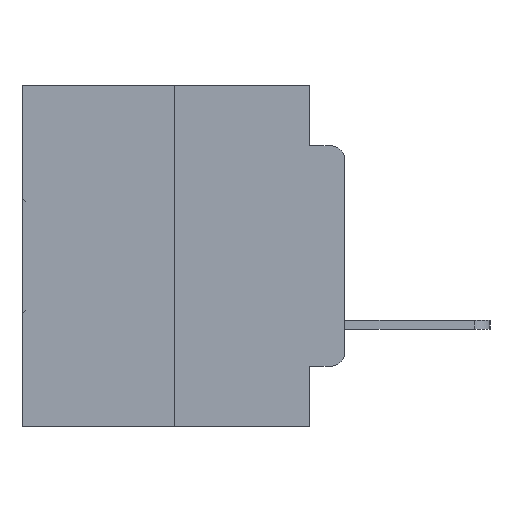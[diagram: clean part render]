
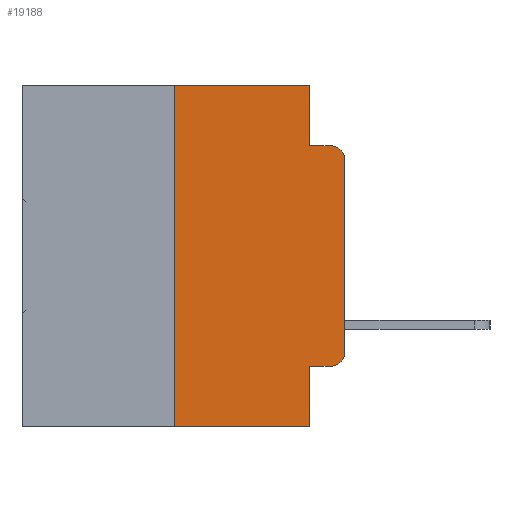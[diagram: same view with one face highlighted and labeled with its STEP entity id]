
A CAD part, left-side view. The second image highlights one B-rep face of the part: STEP entity #19188.
In plain terms, the highlighted planar face has unit normal (-1, 0, 0).
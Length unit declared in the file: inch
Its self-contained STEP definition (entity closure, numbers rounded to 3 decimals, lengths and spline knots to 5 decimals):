
#257 = CARTESIAN_POINT ( 'NONE',  ( 0., 0., -0.3915 ) ) ;
#352 = CARTESIAN_POINT ( 'NONE',  ( 0., 0.02, -0.4115 ) ) ;
#585 = DIRECTION ( 'NONE',  ( 0., -1., 0. ) ) ;
#1059 = LINE ( 'NONE', #11764, #4115 ) ;
#1160 = DIRECTION ( 'NONE',  ( 0., -1., 0. ) ) ;
#1411 = CARTESIAN_POINT ( 'NONE',  ( 0., 0.25, 0. ) ) ;
#1808 = ORIENTED_EDGE ( 'NONE', *, *, #29454, .F. ) ;
#1896 = CARTESIAN_POINT ( 'NONE',  ( 0., 0.473, 0. ) ) ;
#2268 = EDGE_CURVE ( 'NONE', #16155, #4091, #1059, .T. ) ;
#2886 = DIRECTION ( 'NONE',  ( 0., -1., 0. ) ) ;
#3563 = EDGE_CURVE ( 'NONE', #7683, #30374, #27993, .T. ) ;
#4091 = VERTEX_POINT ( 'NONE', #4873 ) ;
#4115 = VECTOR ( 'NONE', #14028, 39.37008 ) ;
#4356 = VECTOR ( 'NONE', #1160, 39.37008 ) ;
#4873 = CARTESIAN_POINT ( 'NONE',  ( 0., 0., -0.1085 ) ) ;
#4969 = VERTEX_POINT ( 'NONE', #5664 ) ;
#5197 = DIRECTION ( 'NONE',  ( -1., 0., 0. ) ) ;
#5664 = CARTESIAN_POINT ( 'NONE',  ( 0., 0.051, -0.4115 ) ) ;
#5853 = LINE ( 'NONE', #19771, #31403 ) ;
#7141 = VECTOR ( 'NONE', #17326, 39.37008 ) ;
#7683 = VERTEX_POINT ( 'NONE', #27614 ) ;
#7766 = ORIENTED_EDGE ( 'NONE', *, *, #24606, .F. ) ;
#7997 = ORIENTED_EDGE ( 'NONE', *, *, #18334, .T. ) ;
#8200 = VERTEX_POINT ( 'NONE', #27484 ) ;
#8411 = DIRECTION ( 'NONE',  ( 0., 0., 1. ) ) ;
#8853 = ORIENTED_EDGE ( 'NONE', *, *, #16126, .F. ) ;
#9237 = VECTOR ( 'NONE', #8411, 39.37008 ) ;
#9493 = CARTESIAN_POINT ( 'NONE',  ( 0., 0.25, 0. ) ) ;
#9760 = CARTESIAN_POINT ( 'NONE',  ( 0., 0.02, -0.1085 ) ) ;
#10048 = EDGE_CURVE ( 'NONE', #4091, #20191, #22967, .T. ) ;
#10863 = LINE ( 'NONE', #27715, #4356 ) ;
#11764 = CARTESIAN_POINT ( 'NONE',  ( 0., 0., 0. ) ) ;
#12296 = DIRECTION ( 'NONE',  ( 0., 0., -1. ) ) ;
#12609 = CARTESIAN_POINT ( 'NONE',  ( 0., 0.473, 0. ) ) ;
#12799 = CARTESIAN_POINT ( 'NONE',  ( 0., 0.02, -0.3915 ) ) ;
#13688 = LINE ( 'NONE', #22005, #7141 ) ;
#13720 = EDGE_CURVE ( 'NONE', #30374, #14166, #26596, .T. ) ;
#13729 = AXIS2_PLACEMENT_3D ( 'NONE', #12609, #24751, #12296 ) ;
#14028 = DIRECTION ( 'NONE',  ( 0., 0., 1. ) ) ;
#14166 = VERTEX_POINT ( 'NONE', #21612 ) ;
#14185 = DIRECTION ( 'NONE',  ( 0., -1., 0. ) ) ;
#14570 = AXIS2_PLACEMENT_3D ( 'NONE', #9760, #17772, #18319 ) ;
#15549 = CARTESIAN_POINT ( 'NONE',  ( 0., 0.051, 0. ) ) ;
#16126 = EDGE_CURVE ( 'NONE', #14166, #8200, #13688, .T. ) ;
#16155 = VERTEX_POINT ( 'NONE', #257 ) ;
#16267 = ORIENTED_EDGE ( 'NONE', *, *, #19912, .T. ) ;
#16859 = LINE ( 'NONE', #19673, #21785 ) ;
#17326 = DIRECTION ( 'NONE',  ( 0., 0., -1. ) ) ;
#17772 = DIRECTION ( 'NONE',  ( -1., 0., 0. ) ) ;
#18319 = DIRECTION ( 'NONE',  ( 0., 0., -1. ) ) ;
#18334 = EDGE_CURVE ( 'NONE', #4969, #21620, #10863, .T. ) ;
#18466 = EDGE_LOOP ( 'NONE', ( #20064, #22629, #7766, #8853, #29912, #31440, #19279, #1808, #7997, #16267 ) ) ;
#18909 = LINE ( 'NONE', #15549, #25739 ) ;
#19188 = ADVANCED_FACE ( 'NONE', ( #28768 ), #24845, .F. ) ;
#19254 = EDGE_CURVE ( 'NONE', #7683, #26780, #5853, .T. ) ;
#19279 = ORIENTED_EDGE ( 'NONE', *, *, #19254, .T. ) ;
#19673 = CARTESIAN_POINT ( 'NONE',  ( 0., 0.051, -0.0885 ) ) ;
#19771 = CARTESIAN_POINT ( 'NONE',  ( 0., 0.473, -0.5 ) ) ;
#19912 = EDGE_CURVE ( 'NONE', #21620, #16155, #24105, .T. ) ;
#20064 = ORIENTED_EDGE ( 'NONE', *, *, #2268, .T. ) ;
#20113 = VECTOR ( 'NONE', #14185, 39.37008 ) ;
#20191 = VERTEX_POINT ( 'NONE', #21006 ) ;
#21006 = CARTESIAN_POINT ( 'NONE',  ( 0., 0.02, -0.0885 ) ) ;
#21612 = CARTESIAN_POINT ( 'NONE',  ( 0., 0.051, 0. ) ) ;
#21620 = VERTEX_POINT ( 'NONE', #352 ) ;
#21785 = VECTOR ( 'NONE', #2886, 39.37008 ) ;
#22005 = CARTESIAN_POINT ( 'NONE',  ( 0., 0.051, 0. ) ) ;
#22280 = DIRECTION ( 'NONE',  ( 0., 0., -1. ) ) ;
#22629 = ORIENTED_EDGE ( 'NONE', *, *, #10048, .T. ) ;
#22967 = CIRCLE ( 'NONE', #14570, 0.02 ) ;
#24105 = CIRCLE ( 'NONE', #29855, 0.02 ) ;
#24606 = EDGE_CURVE ( 'NONE', #8200, #20191, #16859, .T. ) ;
#24751 = DIRECTION ( 'NONE',  ( 1., 0., 0. ) ) ;
#24845 = PLANE ( 'NONE',  #13729 ) ;
#25031 = CARTESIAN_POINT ( 'NONE',  ( 0., 0.051, -0.5 ) ) ;
#25739 = VECTOR ( 'NONE', #28007, 39.37008 ) ;
#26596 = LINE ( 'NONE', #1896, #20113 ) ;
#26780 = VERTEX_POINT ( 'NONE', #25031 ) ;
#27484 = CARTESIAN_POINT ( 'NONE',  ( 0., 0.051, -0.0885 ) ) ;
#27614 = CARTESIAN_POINT ( 'NONE',  ( 0., 0.25, -0.5 ) ) ;
#27715 = CARTESIAN_POINT ( 'NONE',  ( 0., 0.051, -0.4115 ) ) ;
#27993 = LINE ( 'NONE', #1411, #9237 ) ;
#28007 = DIRECTION ( 'NONE',  ( 0., 0., -1. ) ) ;
#28768 = FACE_OUTER_BOUND ( 'NONE', #18466, .T. ) ;
#29454 = EDGE_CURVE ( 'NONE', #4969, #26780, #18909, .T. ) ;
#29855 = AXIS2_PLACEMENT_3D ( 'NONE', #12799, #5197, #22280 ) ;
#29912 = ORIENTED_EDGE ( 'NONE', *, *, #13720, .F. ) ;
#30374 = VERTEX_POINT ( 'NONE', #9493 ) ;
#31403 = VECTOR ( 'NONE', #585, 39.37008 ) ;
#31440 = ORIENTED_EDGE ( 'NONE', *, *, #3563, .F. ) ;
